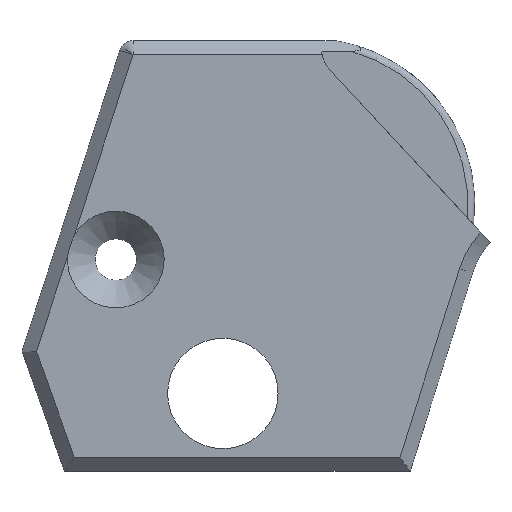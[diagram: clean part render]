
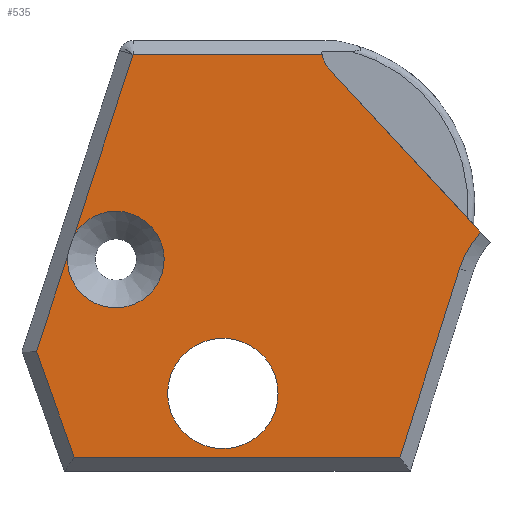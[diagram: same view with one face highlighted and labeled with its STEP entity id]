
A CAD part, left-side view. The second image highlights one B-rep face of the part: STEP entity #535.
In plain terms, the highlighted planar face has unit normal (-1, 0, 0).
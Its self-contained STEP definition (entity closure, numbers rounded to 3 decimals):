
#35=PLANE('',#597);
#68=LINE('',#865,#115);
#71=LINE('',#875,#118);
#72=LINE('',#879,#119);
#73=LINE('',#881,#120);
#74=LINE('',#885,#121);
#75=LINE('',#887,#122);
#76=LINE('',#889,#123);
#77=LINE('',#891,#124);
#115=VECTOR('',#699,1000.);
#118=VECTOR('',#704,1000.);
#119=VECTOR('',#707,1000.);
#120=VECTOR('',#708,1000.);
#121=VECTOR('',#711,1000.);
#122=VECTOR('',#712,1000.);
#123=VECTOR('',#713,1000.);
#124=VECTOR('',#714,1000.);
#156=CIRCLE('',#591,4.);
#159=CIRCLE('',#598,2.417);
#160=CIRCLE('',#599,3.5);
#161=CIRCLE('',#600,7.);
#215=ORIENTED_EDGE('',*,*,#357,.T.);
#216=ORIENTED_EDGE('',*,*,#358,.T.);
#217=ORIENTED_EDGE('',*,*,#359,.T.);
#218=ORIENTED_EDGE('',*,*,#360,.T.);
#219=ORIENTED_EDGE('',*,*,#361,.T.);
#220=ORIENTED_EDGE('',*,*,#362,.T.);
#221=ORIENTED_EDGE('',*,*,#363,.T.);
#222=ORIENTED_EDGE('',*,*,#364,.T.);
#223=ORIENTED_EDGE('',*,*,#365,.T.);
#224=ORIENTED_EDGE('',*,*,#366,.T.);
#225=ORIENTED_EDGE('',*,*,#353,.T.);
#226=ORIENTED_EDGE('',*,*,#346,.F.);
#346=EDGE_CURVE('',#419,#419,#156,.T.);
#353=EDGE_CURVE('',#424,#423,#68,.T.);
#357=EDGE_CURVE('',#423,#426,#71,.T.);
#358=EDGE_CURVE('',#426,#427,#159,.T.);
#359=EDGE_CURVE('',#427,#428,#72,.F.);
#360=EDGE_CURVE('',#428,#429,#73,.F.);
#361=EDGE_CURVE('',#429,#430,#160,.F.);
#362=EDGE_CURVE('',#430,#431,#74,.F.);
#363=EDGE_CURVE('',#431,#432,#75,.F.);
#364=EDGE_CURVE('',#432,#433,#76,.F.);
#365=EDGE_CURVE('',#433,#434,#77,.F.);
#366=EDGE_CURVE('',#434,#424,#161,.F.);
#419=VERTEX_POINT('',#851);
#423=VERTEX_POINT('',#864);
#424=VERTEX_POINT('',#866);
#426=VERTEX_POINT('',#876);
#427=VERTEX_POINT('',#878);
#428=VERTEX_POINT('',#880);
#429=VERTEX_POINT('',#882);
#430=VERTEX_POINT('',#884);
#431=VERTEX_POINT('',#886);
#432=VERTEX_POINT('',#888);
#433=VERTEX_POINT('',#890);
#434=VERTEX_POINT('',#892);
#456=EDGE_LOOP('',(#215,#216,#217,#218,#219,#220,#221,#222,#223,#224,#225));
#457=EDGE_LOOP('',(#226));
#492=FACE_BOUND('',#456,.T.);
#493=FACE_BOUND('',#457,.T.);
#535=ADVANCED_FACE('',(#492,#493),#35,.T.);
#591=AXIS2_PLACEMENT_3D('',#850,#683,#684);
#597=AXIS2_PLACEMENT_3D('',#874,#702,#703);
#598=AXIS2_PLACEMENT_3D('',#877,#705,#706);
#599=AXIS2_PLACEMENT_3D('',#883,#709,#710);
#600=AXIS2_PLACEMENT_3D('',#893,#715,#716);
#683=DIRECTION('',(-1.,0.,0.));
#684=DIRECTION('',(0.,0.,1.));
#699=DIRECTION('',(0.,0.68,0.733));
#702=DIRECTION('',(-1.,0.,0.));
#703=DIRECTION('',(0.,0.,1.));
#704=DIRECTION('',(0.,0.681,0.732));
#705=DIRECTION('',(1.,0.,0.));
#706=DIRECTION('',(0.,-1.,0.));
#707=DIRECTION('',(0.,-1.,0.));
#708=DIRECTION('',(0.,-0.309,0.951));
#709=DIRECTION('',(-1.,0.,0.));
#710=DIRECTION('',(0.,0.,1.));
#711=DIRECTION('',(0.,-0.309,0.951));
#712=DIRECTION('',(0.,0.335,0.942));
#713=DIRECTION('',(0.,1.,0.));
#714=DIRECTION('',(0.,0.301,-0.954));
#715=DIRECTION('',(-1.,0.,0.));
#716=DIRECTION('',(0.,0.,1.));
#850=CARTESIAN_POINT('',(-18.704,153.591,87.955));
#851=CARTESIAN_POINT('',(-18.704,153.591,91.955));
#864=CARTESIAN_POINT('',(-18.704,135.432,100.191));
#865=CARTESIAN_POINT('',(-18.704,145.8,111.364));
#866=CARTESIAN_POINT('',(-18.704,134.924,99.644));
#874=CARTESIAN_POINT('',(-18.704,144.003,113.032));
#875=CARTESIAN_POINT('',(-18.704,135.432,100.191));
#876=CARTESIAN_POINT('',(-18.704,145.81,111.352));
#877=CARTESIAN_POINT('',(-18.704,144.044,113.002));
#878=CARTESIAN_POINT('',(-18.704,146.408,112.5));
#879=CARTESIAN_POINT('',(-18.704,144.003,112.5));
#880=CARTESIAN_POINT('',(-18.704,160.099,112.5));
#881=CARTESIAN_POINT('',(-18.704,158.406,117.711));
#882=CARTESIAN_POINT('',(-18.704,164.33,99.478));
#883=CARTESIAN_POINT('',(-18.704,161.342,97.654));
#884=CARTESIAN_POINT('',(-18.704,164.831,97.934));
#885=CARTESIAN_POINT('',(-18.704,158.406,117.711));
#886=CARTESIAN_POINT('',(-18.704,167.083,91.003));
#887=CARTESIAN_POINT('',(-18.704,171.447,103.261));
#888=CARTESIAN_POINT('',(-18.704,164.35,83.326));
#889=CARTESIAN_POINT('',(-18.704,144.003,83.326));
#890=CARTESIAN_POINT('',(-18.704,140.76,83.326));
#891=CARTESIAN_POINT('',(-18.704,132.534,109.416));
#892=CARTESIAN_POINT('',(-18.704,136.445,97.013));
#893=CARTESIAN_POINT('',(-18.704,129.769,94.908));
